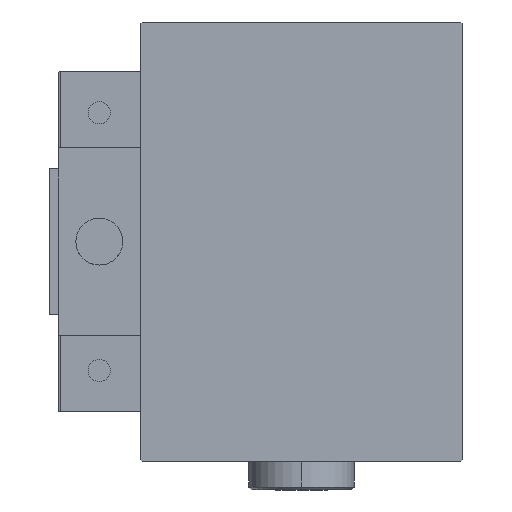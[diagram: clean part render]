
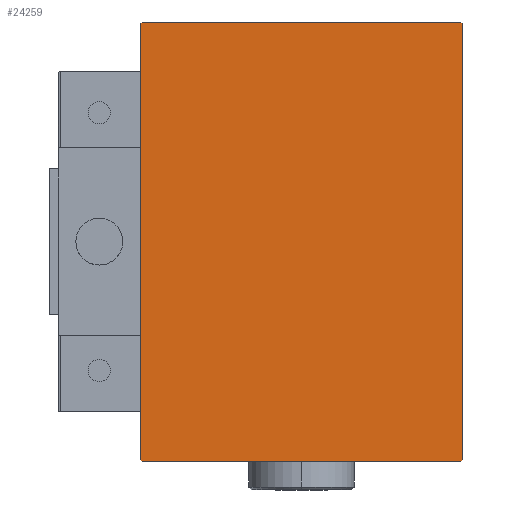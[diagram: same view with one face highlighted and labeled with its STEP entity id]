
A CAD part, left-side view. The second image highlights one B-rep face of the part: STEP entity #24259.
In plain terms, the highlighted face is planar.
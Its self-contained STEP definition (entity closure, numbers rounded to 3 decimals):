
#165 = LINE ( 'NONE', #18981, #24153 ) ;
#577 = EDGE_CURVE ( 'NONE', #31361, #26090, #50685, .T. ) ;
#1097 = CARTESIAN_POINT ( 'NONE',  ( 75., 0., 0. ) ) ;
#2089 = DIRECTION ( 'NONE',  ( 0., 0., -1. ) ) ;
#2112 = ORIENTED_EDGE ( 'NONE', *, *, #4974, .T. ) ;
#2382 = DIRECTION ( 'NONE',  ( 0., 0.707, 0.707 ) ) ;
#2661 = CARTESIAN_POINT ( 'NONE',  ( 75., -27.5, 37.2 ) ) ;
#3368 = VERTEX_POINT ( 'NONE', #23458 ) ;
#3711 = LINE ( 'NONE', #3974, #4036 ) ;
#3974 = CARTESIAN_POINT ( 'NONE',  ( 75., 27.5, 37.5 ) ) ;
#4036 = VECTOR ( 'NONE', #23041, 1000. ) ;
#4110 = VECTOR ( 'NONE', #2382, 1000. ) ;
#4974 = EDGE_CURVE ( 'NONE', #15989, #24626, #43438, .T. ) ;
#5289 = EDGE_CURVE ( 'NONE', #24626, #3368, #3711, .T. ) ;
#8095 = CARTESIAN_POINT ( 'NONE',  ( 75., 27.5, -37.2 ) ) ;
#9830 = CARTESIAN_POINT ( 'NONE',  ( 75., 27.5, 37.2 ) ) ;
#10905 = CARTESIAN_POINT ( 'NONE',  ( 75., 32.35, -32.35 ) ) ;
#11956 = VECTOR ( 'NONE', #34511, 1000. ) ;
#12427 = VERTEX_POINT ( 'NONE', #27775 ) ;
#15330 = LINE ( 'NONE', #46766, #28626 ) ;
#15721 = VERTEX_POINT ( 'NONE', #2661 ) ;
#15792 = ORIENTED_EDGE ( 'NONE', *, *, #30462, .T. ) ;
#15806 = FACE_OUTER_BOUND ( 'NONE', #36516, .T. ) ;
#15989 = VERTEX_POINT ( 'NONE', #9830 ) ;
#16816 = DIRECTION ( 'NONE',  ( 1., 0., 0. ) ) ;
#18238 = EDGE_CURVE ( 'NONE', #15721, #31361, #165, .T. ) ;
#18800 = CARTESIAN_POINT ( 'NONE',  ( 75., -32.35, 32.35 ) ) ;
#18981 = CARTESIAN_POINT ( 'NONE',  ( 75., -27.5, 37.5 ) ) ;
#19740 = DIRECTION ( 'NONE',  ( 0., -0.707, 0.707 ) ) ;
#21083 = EDGE_CURVE ( 'NONE', #3368, #15721, #50219, .T. ) ;
#22169 = DIRECTION ( 'NONE',  ( 0., 0.707, -0.707 ) ) ;
#22967 = VECTOR ( 'NONE', #19740, 1000. ) ;
#23041 = DIRECTION ( 'NONE',  ( 0., -1., 0. ) ) ;
#23099 = CARTESIAN_POINT ( 'NONE',  ( 75., 32.35, 32.35 ) ) ;
#23458 = CARTESIAN_POINT ( 'NONE',  ( 75., -27.2, 37.5 ) ) ;
#24153 = VECTOR ( 'NONE', #27967, 1000. ) ;
#24259 = ADVANCED_FACE ( 'NONE', ( #15806 ), #47239, .T. ) ;
#24626 = VERTEX_POINT ( 'NONE', #50512 ) ;
#24722 = ORIENTED_EDGE ( 'NONE', *, *, #35796, .T. ) ;
#24732 = LINE ( 'NONE', #47427, #32718 ) ;
#25235 = VECTOR ( 'NONE', #22169, 1000. ) ;
#25733 = CARTESIAN_POINT ( 'NONE',  ( 75., -27.5, -37.2 ) ) ;
#26022 = ORIENTED_EDGE ( 'NONE', *, *, #577, .T. ) ;
#26090 = VERTEX_POINT ( 'NONE', #35589 ) ;
#27775 = CARTESIAN_POINT ( 'NONE',  ( 75., 27.2, -37.5 ) ) ;
#27791 = EDGE_CURVE ( 'NONE', #44950, #15989, #15330, .T. ) ;
#27932 = DIRECTION ( 'NONE',  ( 0., 0., 1. ) ) ;
#27967 = DIRECTION ( 'NONE',  ( 0., 0., -1. ) ) ;
#28626 = VECTOR ( 'NONE', #27932, 1000. ) ;
#30462 = EDGE_CURVE ( 'NONE', #26090, #12427, #24732, .T. ) ;
#31361 = VERTEX_POINT ( 'NONE', #25733 ) ;
#32718 = VECTOR ( 'NONE', #40193, 1000. ) ;
#34511 = DIRECTION ( 'NONE',  ( 0., -0.707, -0.707 ) ) ;
#35233 = CARTESIAN_POINT ( 'NONE',  ( 75., -32.35, -32.35 ) ) ;
#35589 = CARTESIAN_POINT ( 'NONE',  ( 75., -27.2, -37.5 ) ) ;
#35796 = EDGE_CURVE ( 'NONE', #12427, #44950, #37681, .T. ) ;
#36516 = EDGE_LOOP ( 'NONE', ( #15792, #24722, #45266, #2112, #36725, #43822, #45942, #26022 ) ) ;
#36725 = ORIENTED_EDGE ( 'NONE', *, *, #5289, .T. ) ;
#37681 = LINE ( 'NONE', #10905, #4110 ) ;
#40193 = DIRECTION ( 'NONE',  ( 0., 1., 0. ) ) ;
#43438 = LINE ( 'NONE', #23099, #22967 ) ;
#43822 = ORIENTED_EDGE ( 'NONE', *, *, #21083, .T. ) ;
#44950 = VERTEX_POINT ( 'NONE', #8095 ) ;
#45266 = ORIENTED_EDGE ( 'NONE', *, *, #27791, .T. ) ;
#45942 = ORIENTED_EDGE ( 'NONE', *, *, #18238, .T. ) ;
#46766 = CARTESIAN_POINT ( 'NONE',  ( 75., 27.5, -37.5 ) ) ;
#47239 = PLANE ( 'NONE',  #47440 ) ;
#47427 = CARTESIAN_POINT ( 'NONE',  ( 75., -27.5, -37.5 ) ) ;
#47440 = AXIS2_PLACEMENT_3D ( 'NONE', #1097, #16816, #2089 ) ;
#50219 = LINE ( 'NONE', #18800, #11956 ) ;
#50512 = CARTESIAN_POINT ( 'NONE',  ( 75., 27.2, 37.5 ) ) ;
#50685 = LINE ( 'NONE', #35233, #25235 ) ;
